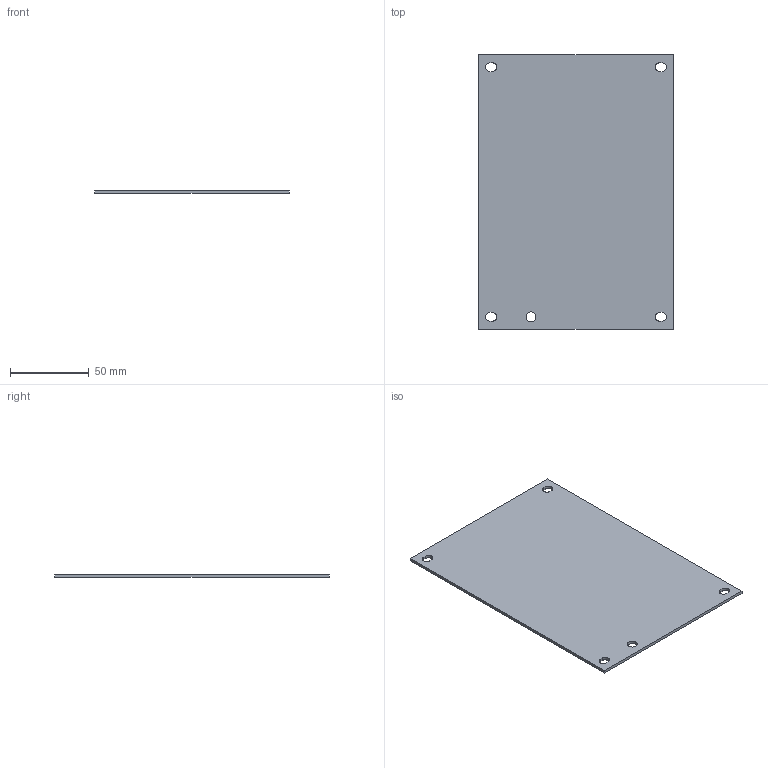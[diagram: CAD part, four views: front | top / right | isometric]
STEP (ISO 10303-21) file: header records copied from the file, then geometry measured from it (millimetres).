
FILE_DESCRIPTION(/* description */ ('PERFORATED PANEL,CS, 8X6'),/* implementation_level */ '2;1');
FILE_NAME(/* name */ 'P0806PP.stp',/* time_stamp */ '2017-02-20T16:35:41+05:00',/* author */ ('rsundaram2'),/* organization */ (''),/* preprocessor_version */ 'ST-DEVELOPER v16.1',/* originating_system */ 'Autodesk Inventor 2016',/* authorisation */ '');
FILE_SCHEMA (('AUTOMOTIVE_DESIGN { 1 0 10303 214 3 1 1 }'));
Length unit declared in the file: inch
Products named in the file (1): P0604PP-P1614PP
Bounding box: 123.95 x 174.75 x 1.88 mm (x, y, z)
Volume: 40406.6 mm3; surface area: 44310.1 mm2
Topology: 1 solids, 1 shells, 23 faces, 64 edges, 43 vertices
Faces by surface type: plane 14, cylinder 9
Full cylindrical faces by diameter (mm): 6.35 x1
Entity records: 776 total; most frequent: DIRECTION 128, CARTESIAN_POINT 128, ORIENTED_EDGE 124, EDGE_CURVE 62, LINE 44, VECTOR 44, VERTEX_POINT 42, AXIS2_PLACEMENT_3D 42
